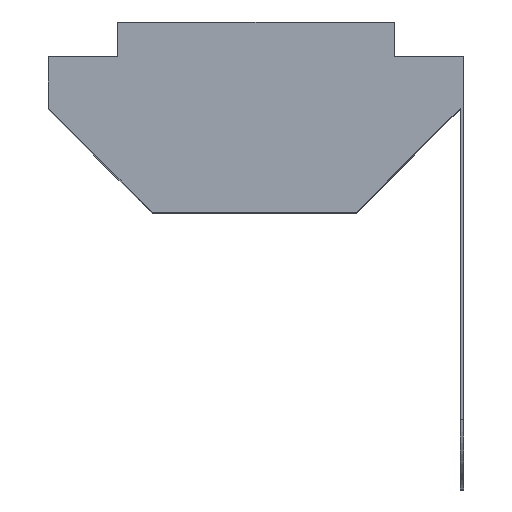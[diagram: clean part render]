
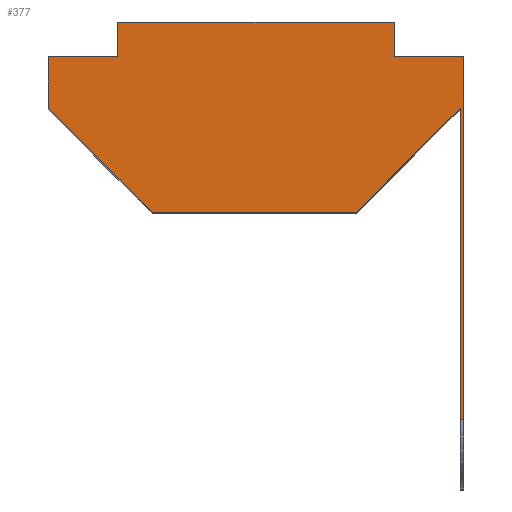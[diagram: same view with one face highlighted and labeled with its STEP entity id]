
A CAD part, top view. The second image highlights one B-rep face of the part: STEP entity #377.
In plain terms, the highlighted planar face has unit normal (0, 0, 1).
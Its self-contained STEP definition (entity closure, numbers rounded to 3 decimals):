
#1 = CARTESIAN_POINT ( 'NONE',  ( 10., 1., 20. ) ) ;
#2 = CARTESIAN_POINT ( 'NONE',  ( 2., 0., 20. ) ) ;
#4 = CARTESIAN_POINT ( 'NONE',  ( 0., 0., 20. ) ) ;
#11 = CARTESIAN_POINT ( 'NONE',  ( 10., 0., 20. ) ) ;
#18 = DIRECTION ( 'NONE',  ( 1., 0., 0. ) ) ;
#19 = DIRECTION ( 'NONE',  ( 0., 0., 1. ) ) ;
#22 = CARTESIAN_POINT ( 'NONE',  ( 2., 1., 20. ) ) ;
#23 = PLANE ( 'NONE',  #151 ) ;
#52 = CARTESIAN_POINT ( 'NONE',  ( 8.636, -20.229, 20. ) ) ;
#61 = CARTESIAN_POINT ( 'NONE',  ( 3., -4.5, 20. ) ) ;
#69 = CARTESIAN_POINT ( 'NONE',  ( 12., 0., 20. ) ) ;
#71 = CARTESIAN_POINT ( 'NONE',  ( 8.9, -4.5, 20. ) ) ;
#77 = CARTESIAN_POINT ( 'NONE',  ( 11.9, -1.5, 20. ) ) ;
#80 = CARTESIAN_POINT ( 'NONE',  ( 11.9, -10.5, 20. ) ) ;
#96 = CARTESIAN_POINT ( 'NONE',  ( 12., -10.5, 20. ) ) ;
#99 = CARTESIAN_POINT ( 'NONE',  ( 0., -1.5, 20. ) ) ;
#102 = EDGE_CURVE ( 'NONE', #757, #755, #574, .T. ) ;
#119 = EDGE_CURVE ( 'NONE', #755, #740, #538, .T. ) ;
#120 = EDGE_CURVE ( 'NONE', #575, #782, #536, .T. ) ;
#121 = EDGE_CURVE ( 'NONE', #589, #575, #542, .T. ) ;
#122 = EDGE_CURVE ( 'NONE', #577, #589, #534, .T. ) ;
#123 = EDGE_CURVE ( 'NONE', #588, #577, #532, .T. ) ;
#124 = EDGE_CURVE ( 'NONE', #586, #588, #530, .T. ) ;
#125 = EDGE_CURVE ( 'NONE', #590, #586, #528, .T. ) ;
#126 = EDGE_CURVE ( 'NONE', #590, #783, #526, .T. ) ;
#127 = EDGE_CURVE ( 'NONE', #777, #757, #522, .T. ) ;
#151 = AXIS2_PLACEMENT_3D ( 'NONE', #52, #19, #18 ) ;
#185 = DIRECTION ( 'NONE',  ( 1., 0., 0. ) ) ;
#186 = CARTESIAN_POINT ( 'NONE',  ( 13.682, -15.182, 20. ) ) ;
#192 = DIRECTION ( 'NONE',  ( 0., 1., 0. ) ) ;
#193 = CARTESIAN_POINT ( 'NONE',  ( 0., -20.229, 20. ) ) ;
#196 = DIRECTION ( 'NONE',  ( 1., 0., 0. ) ) ;
#197 = CARTESIAN_POINT ( 'NONE',  ( 8.636, 0., 20. ) ) ;
#202 = DIRECTION ( 'NONE',  ( 0., -1., 0. ) ) ;
#206 = DIRECTION ( 'NONE',  ( 1., 0., 0. ) ) ;
#207 = CARTESIAN_POINT ( 'NONE',  ( 2., -20.229, 20. ) ) ;
#208 = CARTESIAN_POINT ( 'NONE',  ( 8.636, 0., 20. ) ) ;
#212 = DIRECTION ( 'NONE',  ( 1., 0., 0. ) ) ;
#217 = CARTESIAN_POINT ( 'NONE',  ( 11.9, -10.5, 20. ) ) ;
#241 = CARTESIAN_POINT ( 'NONE',  ( 8.636, 1., 20. ) ) ;
#248 = CARTESIAN_POINT ( 'NONE',  ( 10., -20.229, 20. ) ) ;
#255 = DIRECTION ( 'NONE',  ( 0.707, 0.707, 0. ) ) ;
#259 = CARTESIAN_POINT ( 'NONE',  ( 0.903, -12.497, 20. ) ) ;
#261 = DIRECTION ( 'NONE',  ( 0.707, -0.707, 0. ) ) ;
#264 = DIRECTION ( 'NONE',  ( 0., 1., 0. ) ) ;
#318 = EDGE_CURVE ( 'NONE', #777, #783, #463, .T. ) ;
#325 = EDGE_CURVE ( 'NONE', #782, #740, #444, .T. ) ;
#350 = CARTESIAN_POINT ( 'NONE',  ( 11.9, 0., 20. ) ) ;
#351 = DIRECTION ( 'NONE',  ( 0., -1., 0. ) ) ;
#377 = ADVANCED_FACE ( 'NONE', ( #455 ), #23, .T. ) ;
#441 = VECTOR ( 'NONE', #942, 1000. ) ;
#444 = LINE ( 'NONE', #943, #441 ) ;
#455 = FACE_OUTER_BOUND ( 'NONE', #650, .T. ) ;
#460 = VECTOR ( 'NONE', #966, 1000. ) ;
#463 = LINE ( 'NONE', #968, #460 ) ;
#518 = VECTOR ( 'NONE', #255, 1000. ) ;
#520 = VECTOR ( 'NONE', #261, 1000. ) ;
#522 = LINE ( 'NONE', #259, #518 ) ;
#523 = VECTOR ( 'NONE', #264, 1000. ) ;
#525 = VECTOR ( 'NONE', #185, 1000. ) ;
#526 = LINE ( 'NONE', #186, #520 ) ;
#527 = VECTOR ( 'NONE', #192, 1000. ) ;
#528 = LINE ( 'NONE', #193, #523 ) ;
#529 = VECTOR ( 'NONE', #196, 1000. ) ;
#530 = LINE ( 'NONE', #197, #525 ) ;
#531 = VECTOR ( 'NONE', #202, 1000. ) ;
#532 = LINE ( 'NONE', #207, #527 ) ;
#533 = VECTOR ( 'NONE', #206, 1000. ) ;
#534 = LINE ( 'NONE', #241, #529 ) ;
#535 = VECTOR ( 'NONE', #212, 1000. ) ;
#536 = LINE ( 'NONE', #208, #533 ) ;
#538 = LINE ( 'NONE', #217, #535 ) ;
#542 = LINE ( 'NONE', #248, #531 ) ;
#569 = VECTOR ( 'NONE', #351, 1000. ) ;
#574 = LINE ( 'NONE', #350, #569 ) ;
#575 = VERTEX_POINT ( 'NONE', #11 ) ;
#577 = VERTEX_POINT ( 'NONE', #22 ) ;
#586 = VERTEX_POINT ( 'NONE', #4 ) ;
#588 = VERTEX_POINT ( 'NONE', #2 ) ;
#589 = VERTEX_POINT ( 'NONE', #1 ) ;
#590 = VERTEX_POINT ( 'NONE', #99 ) ;
#621 = ORIENTED_EDGE ( 'NONE', *, *, #127, .T. ) ;
#622 = ORIENTED_EDGE ( 'NONE', *, *, #318, .F. ) ;
#623 = ORIENTED_EDGE ( 'NONE', *, *, #126, .T. ) ;
#624 = ORIENTED_EDGE ( 'NONE', *, *, #125, .F. ) ;
#625 = ORIENTED_EDGE ( 'NONE', *, *, #124, .F. ) ;
#626 = ORIENTED_EDGE ( 'NONE', *, *, #123, .F. ) ;
#627 = ORIENTED_EDGE ( 'NONE', *, *, #122, .F. ) ;
#628 = ORIENTED_EDGE ( 'NONE', *, *, #121, .F. ) ;
#629 = ORIENTED_EDGE ( 'NONE', *, *, #120, .F. ) ;
#631 = ORIENTED_EDGE ( 'NONE', *, *, #325, .F. ) ;
#632 = ORIENTED_EDGE ( 'NONE', *, *, #119, .T. ) ;
#634 = ORIENTED_EDGE ( 'NONE', *, *, #102, .T. ) ;
#650 = EDGE_LOOP ( 'NONE', ( #634, #632, #631, #629, #628, #627, #626, #625, #624, #623, #622, #621 ) ) ;
#740 = VERTEX_POINT ( 'NONE', #96 ) ;
#755 = VERTEX_POINT ( 'NONE', #80 ) ;
#757 = VERTEX_POINT ( 'NONE', #77 ) ;
#777 = VERTEX_POINT ( 'NONE', #71 ) ;
#782 = VERTEX_POINT ( 'NONE', #69 ) ;
#783 = VERTEX_POINT ( 'NONE', #61 ) ;
#942 = DIRECTION ( 'NONE',  ( 0., -1., 0. ) ) ;
#943 = CARTESIAN_POINT ( 'NONE',  ( 12., 0., 20. ) ) ;
#966 = DIRECTION ( 'NONE',  ( -1., 0., 0. ) ) ;
#968 = CARTESIAN_POINT ( 'NONE',  ( 8.636, -4.5, 20. ) ) ;
